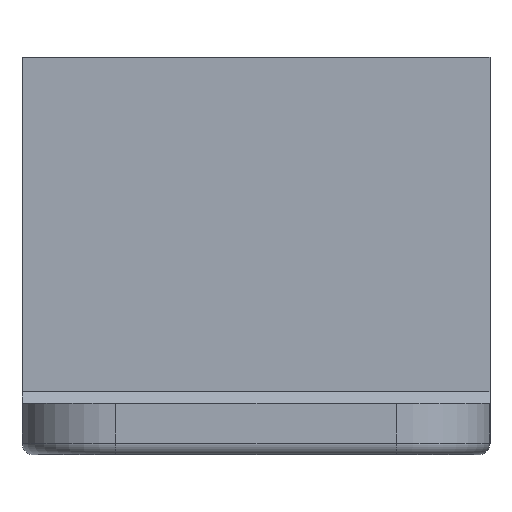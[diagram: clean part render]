
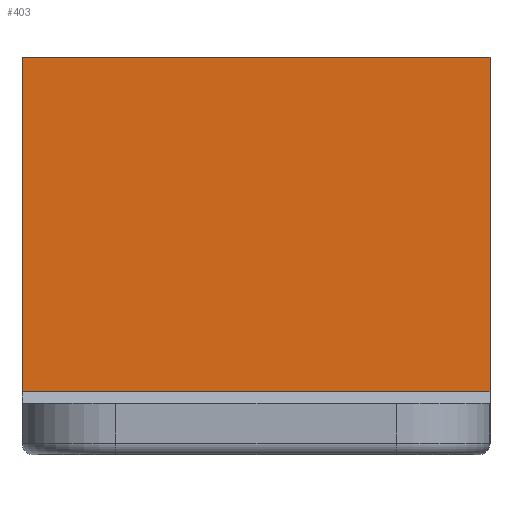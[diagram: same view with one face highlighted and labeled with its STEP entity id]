
A CAD part, left-side view. The second image highlights one B-rep face of the part: STEP entity #403.
In plain terms, the highlighted planar face has unit normal (-1, 0, 0).
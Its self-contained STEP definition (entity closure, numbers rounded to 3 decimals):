
#66=FACE_OUTER_BOUND('',#91,.T.);
#91=EDGE_LOOP('',(#332,#333,#334,#335));
#104=LINE('',#597,#140);
#125=LINE('',#676,#161);
#128=LINE('',#681,#164);
#129=LINE('',#682,#165);
#140=VECTOR('',#473,10.);
#161=VECTOR('',#556,10.);
#164=VECTOR('',#561,10.);
#165=VECTOR('',#562,10.);
#176=VERTEX_POINT('',#594);
#177=VERTEX_POINT('',#596);
#203=VERTEX_POINT('',#673);
#204=VERTEX_POINT('',#675);
#212=EDGE_CURVE('',#176,#177,#104,.T.);
#251=EDGE_CURVE('',#203,#204,#125,.T.);
#254=EDGE_CURVE('',#203,#177,#128,.T.);
#255=EDGE_CURVE('',#204,#176,#129,.T.);
#332=ORIENTED_EDGE('',*,*,#251,.F.);
#333=ORIENTED_EDGE('',*,*,#254,.T.);
#334=ORIENTED_EDGE('',*,*,#212,.F.);
#335=ORIENTED_EDGE('',*,*,#255,.F.);
#383=PLANE('',#457);
#403=ADVANCED_FACE('',(#66),#383,.T.);
#457=AXIS2_PLACEMENT_3D('',#680,#559,#560);
#473=DIRECTION('',(0.,-1.,0.));
#556=DIRECTION('',(0.,1.,0.));
#559=DIRECTION('center_axis',(-1.,0.,0.));
#560=DIRECTION('ref_axis',(0.,-1.,0.));
#561=DIRECTION('',(0.,0.,1.));
#562=DIRECTION('',(0.,0.,1.));
#594=CARTESIAN_POINT('',(78.,20.,17.));
#596=CARTESIAN_POINT('',(78.,0.,17.));
#597=CARTESIAN_POINT('',(78.,20.,17.));
#673=CARTESIAN_POINT('',(78.,0.,2.7));
#675=CARTESIAN_POINT('',(78.,20.,2.7));
#676=CARTESIAN_POINT('',(78.,15.,2.7));
#680=CARTESIAN_POINT('Origin',(78.,20.,0.));
#681=CARTESIAN_POINT('',(78.,0.,0.));
#682=CARTESIAN_POINT('',(78.,20.,0.));
